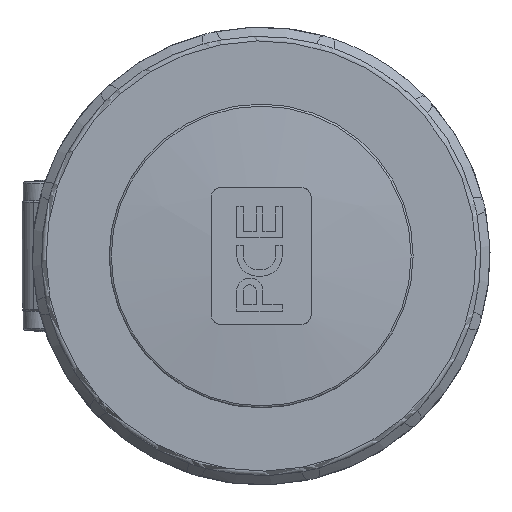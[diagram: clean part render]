
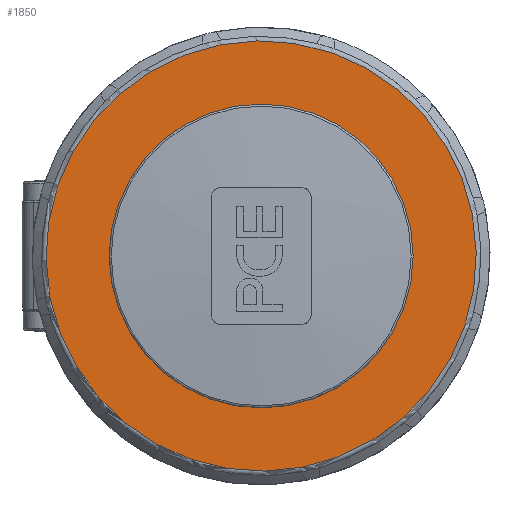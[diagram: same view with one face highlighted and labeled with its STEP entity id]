
A CAD part, left-side view. The second image highlights one B-rep face of the part: STEP entity #1850.
In plain terms, the highlighted planar face has unit normal (-1, 0, 0).
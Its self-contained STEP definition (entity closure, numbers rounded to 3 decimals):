
#1785 = AXIS2_PLACEMENT_3D ( 'NONE', #6931, #25477, #9605 ) ;
#1850 = ADVANCED_FACE ( 'NONE', ( #21467, #20644 ), #6590, .T. ) ;
#3016 = ORIENTED_EDGE ( 'NONE', *, *, #29185, .T. ) ;
#4166 = DIRECTION ( 'NONE',  ( -1., 0., 0. ) ) ;
#6341 = EDGE_CURVE ( 'NONE', #28010, #28010, #26269, .T. ) ;
#6590 = PLANE ( 'NONE',  #30351 ) ;
#6931 = CARTESIAN_POINT ( 'NONE',  ( -61.7, 0., 0. ) ) ;
#7000 = CIRCLE ( 'NONE', #18807, 47. ) ;
#9605 = DIRECTION ( 'NONE',  ( 0., 0., -1. ) ) ;
#10466 = EDGE_LOOP ( 'NONE', ( #27802 ) ) ;
#11988 = DIRECTION ( 'NONE',  ( -1., 0., 0. ) ) ;
#16428 = CARTESIAN_POINT ( 'NONE',  ( -61.7, 0., -33.2 ) ) ;
#17631 = VERTEX_POINT ( 'NONE', #27210 ) ;
#18807 = AXIS2_PLACEMENT_3D ( 'NONE', #27880, #11988, #30541 ) ;
#20644 = FACE_OUTER_BOUND ( 'NONE', #25858, .T. ) ;
#21467 = FACE_BOUND ( 'NONE', #10466, .T. ) ;
#22720 = DIRECTION ( 'NONE',  ( 0., 0., 1. ) ) ;
#25477 = DIRECTION ( 'NONE',  ( 1., 0., 0. ) ) ;
#25858 = EDGE_LOOP ( 'NONE', ( #3016 ) ) ;
#26269 = CIRCLE ( 'NONE', #1785, 33.2 ) ;
#27210 = CARTESIAN_POINT ( 'NONE',  ( -61.7, -22.786, 41.107 ) ) ;
#27802 = ORIENTED_EDGE ( 'NONE', *, *, #6341, .T. ) ;
#27880 = CARTESIAN_POINT ( 'NONE',  ( -61.7, 0., 0. ) ) ;
#28010 = VERTEX_POINT ( 'NONE', #16428 ) ;
#29185 = EDGE_CURVE ( 'NONE', #17631, #17631, #7000, .T. ) ;
#30351 = AXIS2_PLACEMENT_3D ( 'NONE', #30585, #4166, #22720 ) ;
#30541 = DIRECTION ( 'NONE',  ( 0., -0.485, 0.875 ) ) ;
#30585 = CARTESIAN_POINT ( 'NONE',  ( -61.7, 45.83, 0. ) ) ;
